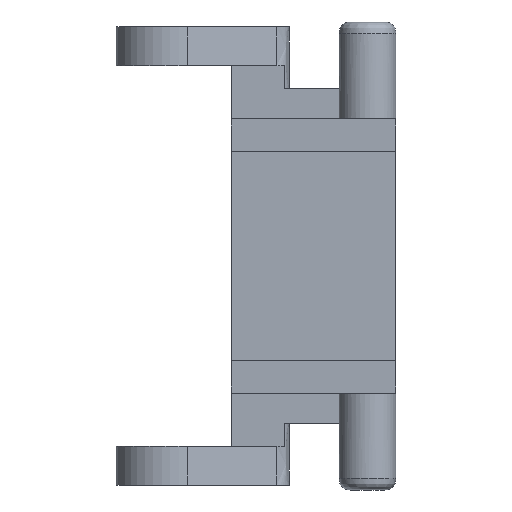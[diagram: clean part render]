
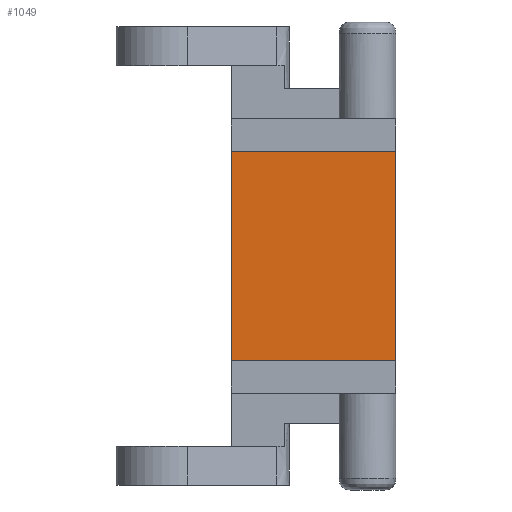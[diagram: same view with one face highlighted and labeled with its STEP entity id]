
A CAD part, front view. The second image highlights one B-rep face of the part: STEP entity #1049.
In plain terms, the highlighted planar face has unit normal (0, -1, 0).
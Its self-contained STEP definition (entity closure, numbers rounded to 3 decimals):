
#44 = DIRECTION ( 'NONE',  ( 0., 1., 0. ) ) ;
#72 = FACE_OUTER_BOUND ( 'NONE', #1249, .T. ) ;
#127 = CARTESIAN_POINT ( 'NONE',  ( 0., 95., 181.25 ) ) ;
#181 = EDGE_CURVE ( 'NONE', #2281, #1526, #2049, .T. ) ;
#207 = ORIENTED_EDGE ( 'NONE', *, *, #181, .F. ) ;
#232 = VERTEX_POINT ( 'NONE', #127 ) ;
#242 = DIRECTION ( 'NONE',  ( 0., 0., 1. ) ) ;
#337 = CARTESIAN_POINT ( 'NONE',  ( 350., 95., -181.25 ) ) ;
#545 = LINE ( 'NONE', #1292, #1124 ) ;
#571 = CARTESIAN_POINT ( 'NONE',  ( -285., 95., 330. ) ) ;
#726 = LINE ( 'NONE', #337, #1669 ) ;
#750 = DIRECTION ( 'NONE',  ( 1., 0., 0. ) ) ;
#844 = AXIS2_PLACEMENT_3D ( 'NONE', #2103, #44, #242 ) ;
#880 = CARTESIAN_POINT ( 'NONE',  ( 0., 95., -290. ) ) ;
#911 = CARTESIAN_POINT ( 'NONE',  ( -285., 95., 181.25 ) ) ;
#943 = EDGE_CURVE ( 'NONE', #232, #1906, #2205, .T. ) ;
#1049 = ADVANCED_FACE ( 'NONE', ( #72 ), #1954, .F. ) ;
#1060 = ORIENTED_EDGE ( 'NONE', *, *, #943, .F. ) ;
#1118 = VECTOR ( 'NONE', #2036, 1000. ) ;
#1124 = VECTOR ( 'NONE', #750, 1000. ) ;
#1131 = CARTESIAN_POINT ( 'NONE',  ( 0., 95., -181.25 ) ) ;
#1249 = EDGE_LOOP ( 'NONE', ( #207, #2252, #1060, #2240 ) ) ;
#1292 = CARTESIAN_POINT ( 'NONE',  ( 350., 95., 181.25 ) ) ;
#1526 = VERTEX_POINT ( 'NONE', #911 ) ;
#1556 = EDGE_CURVE ( 'NONE', #2281, #1906, #726, .T. ) ;
#1669 = VECTOR ( 'NONE', #2047, 1000. ) ;
#1760 = CARTESIAN_POINT ( 'NONE',  ( -285., 95., -181.25 ) ) ;
#1882 = EDGE_CURVE ( 'NONE', #1526, #232, #545, .T. ) ;
#1906 = VERTEX_POINT ( 'NONE', #1131 ) ;
#1954 = PLANE ( 'NONE',  #844 ) ;
#2017 = VECTOR ( 'NONE', #2020, 1000. ) ;
#2020 = DIRECTION ( 'NONE',  ( 0., 0., -1. ) ) ;
#2036 = DIRECTION ( 'NONE',  ( 0., 0., 1. ) ) ;
#2047 = DIRECTION ( 'NONE',  ( 1., 0., 0. ) ) ;
#2049 = LINE ( 'NONE', #571, #1118 ) ;
#2103 = CARTESIAN_POINT ( 'NONE',  ( 0., 95., 0. ) ) ;
#2205 = LINE ( 'NONE', #880, #2017 ) ;
#2240 = ORIENTED_EDGE ( 'NONE', *, *, #1882, .F. ) ;
#2252 = ORIENTED_EDGE ( 'NONE', *, *, #1556, .T. ) ;
#2281 = VERTEX_POINT ( 'NONE', #1760 ) ;
